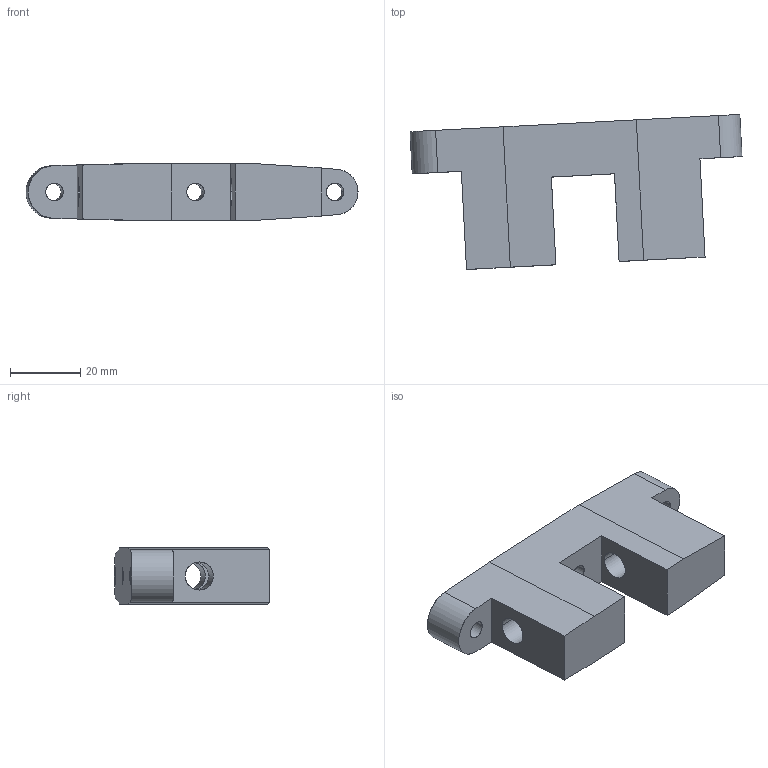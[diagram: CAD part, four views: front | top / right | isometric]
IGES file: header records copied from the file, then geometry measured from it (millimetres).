
Start section: SolidWorks IGES file using analytic representation for surfaces
Global section: file name: Insert inox pied derive V4 simplifié.IGS; native system: SolidWorks 2009; preprocessor: SolidWorks 2009; author: Stéphane; date: 211005.110209; units: millimetre
Bounding box: 94.5 x 44.13 x 16 mm (x, y, z)
Surface area: 11306.3 mm2 (no closed solid volume)
Topology: 0 solids, 0 shells, 29 faces, 601 edges, 682 vertices
Faces by surface type: bspline 16, revolution 13
